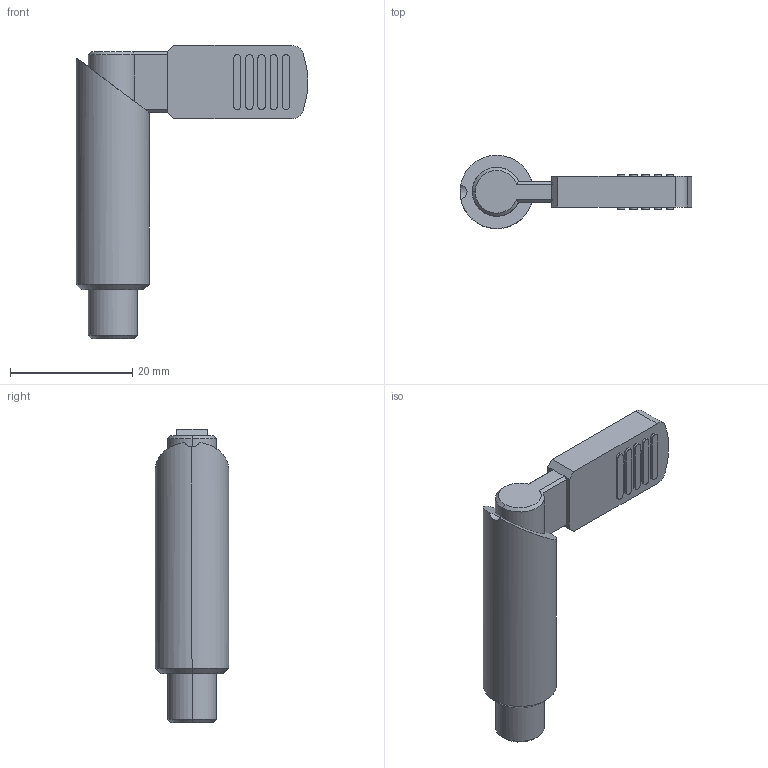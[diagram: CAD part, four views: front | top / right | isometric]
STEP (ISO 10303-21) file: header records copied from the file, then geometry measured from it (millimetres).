
FILE_DESCRIPTION(('STEP AP214'),'1');
FILE_NAME(' ',' ',('TraceParts'),('TraceParts S.A.'),'XStep 1.0',' ',' ');
FILE_SCHEMA(('automotive_design'));
Length unit declared in the file: millimetre
Products named in the file (3): 1; 2; 3
Bounding box: 38 x 12 x 48 mm (x, y, z)
Volume: 5933.9 mm3; surface area: 5551.7 mm2
Topology: 3 solids, 3 shells, 95 faces, 222 edges, 143 vertices
Faces by surface type: plane 53, cylinder 34, cone 8
Entity records: 5384 total; most frequent: DIRECTION 493, CARTESIAN_POINT 481, STYLED_ITEM 463, PRESENTATION_STYLE_ASSIGNMENT 463, COLOUR_RGB 463, ORIENTED_EDGE 444, EDGE_CURVE 222, CURVE_STYLE 222
